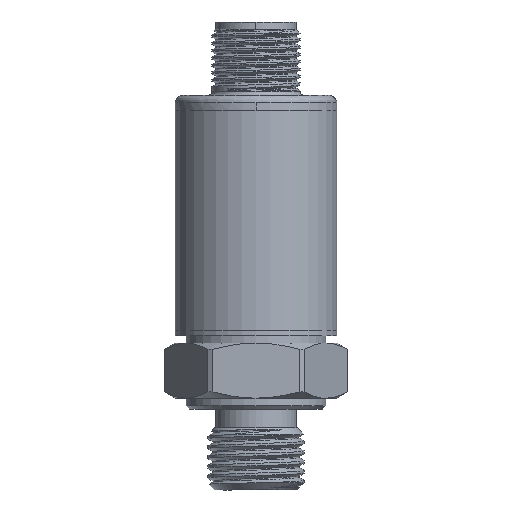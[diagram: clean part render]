
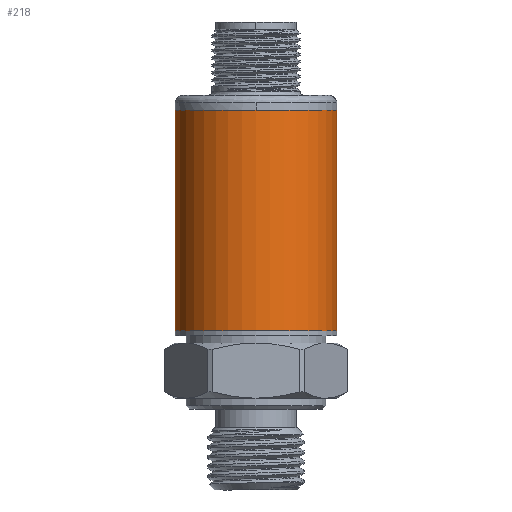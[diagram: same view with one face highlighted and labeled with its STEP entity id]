
A CAD part, front view. The second image highlights one B-rep face of the part: STEP entity #218.
In plain terms, the highlighted cylindrical face has radius 11 mm (diameter 22 mm), a partial arc.
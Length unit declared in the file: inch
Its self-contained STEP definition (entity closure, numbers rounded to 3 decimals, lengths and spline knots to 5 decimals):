
#218 = ADVANCED_FACE ( 'NONE', ( #6306 ), #7042, .T. ) ;
#364 = VERTEX_POINT ( 'NONE', #1602 ) ;
#545 = LINE ( 'NONE', #1277, #4539 ) ;
#614 = EDGE_CURVE ( 'NONE', #6568, #7105, #545, .T. ) ;
#615 = ORIENTED_EDGE ( 'NONE', *, *, #614, .F. ) ;
#773 = CIRCLE ( 'NONE', #1276, 0.43307 ) ;
#884 = EDGE_LOOP ( 'NONE', ( #615, #8427, #3929, #10296 ) ) ;
#1075 = CARTESIAN_POINT ( 'NONE',  ( 0., 0., 1.1811 ) ) ;
#1276 = AXIS2_PLACEMENT_3D ( 'NONE', #1075, #1567, #9516 ) ;
#1277 = CARTESIAN_POINT ( 'NONE',  ( -0.43307, 0., 0. ) ) ;
#1448 = DIRECTION ( 'NONE',  ( 0., 0., 1. ) ) ;
#1567 = DIRECTION ( 'NONE',  ( 0., 0., -1. ) ) ;
#1602 = CARTESIAN_POINT ( 'NONE',  ( 0.43307, 0., 0. ) ) ;
#2451 = VERTEX_POINT ( 'NONE', #9578 ) ;
#2663 = EDGE_CURVE ( 'NONE', #6568, #364, #4719, .T. ) ;
#3929 = ORIENTED_EDGE ( 'NONE', *, *, #8399, .T. ) ;
#4539 = VECTOR ( 'NONE', #6977, 39.37008 ) ;
#4719 = CIRCLE ( 'NONE', #8766, 0.43307 ) ;
#5288 = CARTESIAN_POINT ( 'NONE',  ( -0.43307, 0., 0. ) ) ;
#5511 = DIRECTION ( 'NONE',  ( 1., 0., 0. ) ) ;
#5557 = AXIS2_PLACEMENT_3D ( 'NONE', #10234, #1448, #5511 ) ;
#5954 = DIRECTION ( 'NONE',  ( 1., 0., 0. ) ) ;
#6306 = FACE_OUTER_BOUND ( 'NONE', #884, .T. ) ;
#6438 = EDGE_CURVE ( 'NONE', #2451, #7105, #773, .T. ) ;
#6568 = VERTEX_POINT ( 'NONE', #5288 ) ;
#6977 = DIRECTION ( 'NONE',  ( 0., 0., 1. ) ) ;
#7042 = CYLINDRICAL_SURFACE ( 'NONE', #5557, 0.43307 ) ;
#7045 = DIRECTION ( 'NONE',  ( 0., 0., 1. ) ) ;
#7105 = VERTEX_POINT ( 'NONE', #7536 ) ;
#7536 = CARTESIAN_POINT ( 'NONE',  ( -0.43307, 0., 1.1811 ) ) ;
#8023 = VECTOR ( 'NONE', #7045, 39.37008 ) ;
#8399 = EDGE_CURVE ( 'NONE', #364, #2451, #9506, .T. ) ;
#8427 = ORIENTED_EDGE ( 'NONE', *, *, #2663, .T. ) ;
#8571 = CARTESIAN_POINT ( 'NONE',  ( 0.43307, 0., 0. ) ) ;
#8766 = AXIS2_PLACEMENT_3D ( 'NONE', #9104, #10181, #5954 ) ;
#9104 = CARTESIAN_POINT ( 'NONE',  ( 0., 0., 0. ) ) ;
#9506 = LINE ( 'NONE', #8571, #8023 ) ;
#9516 = DIRECTION ( 'NONE',  ( 1., 0., 0. ) ) ;
#9578 = CARTESIAN_POINT ( 'NONE',  ( 0.43307, 0., 1.1811 ) ) ;
#10181 = DIRECTION ( 'NONE',  ( 0., 0., 1. ) ) ;
#10234 = CARTESIAN_POINT ( 'NONE',  ( 0., 0., 0. ) ) ;
#10296 = ORIENTED_EDGE ( 'NONE', *, *, #6438, .T. ) ;
